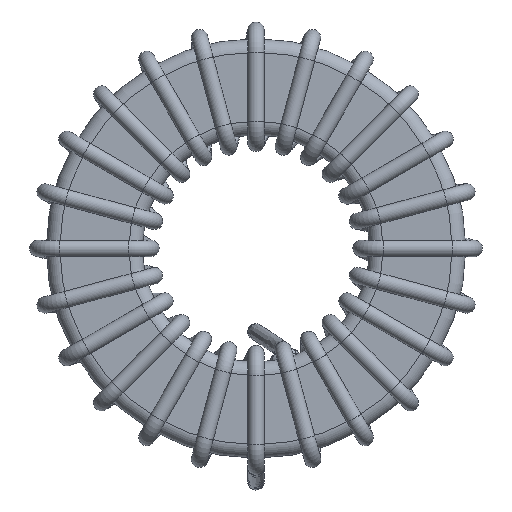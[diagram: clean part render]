
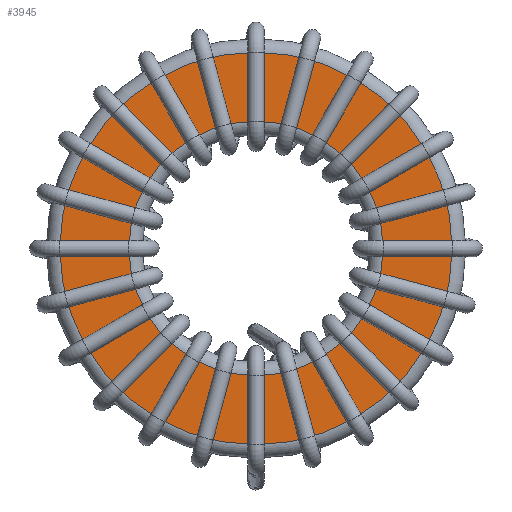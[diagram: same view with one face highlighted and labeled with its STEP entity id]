
A CAD part, front view. The second image highlights one B-rep face of the part: STEP entity #3945.
In plain terms, the highlighted planar face has unit normal (0, -1, 0).
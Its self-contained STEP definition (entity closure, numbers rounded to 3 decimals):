
#72=PLANE('',#4324);
#613=ORIENTED_EDGE('',*,*,#901,.T.);
#614=ORIENTED_EDGE('',*,*,#902,.T.);
#901=EDGE_CURVE('',#1141,#1141,#1367,.F.);
#902=EDGE_CURVE('',#1142,#1142,#1368,.T.);
#1141=VERTEX_POINT('',#15008);
#1142=VERTEX_POINT('',#15010);
#1367=CIRCLE('',#4325,7.2);
#1368=CIRCLE('',#4326,4.665);
#1771=EDGE_LOOP('',(#613));
#1772=EDGE_LOOP('',(#614));
#2187=FACE_BOUND('',#1771,.T.);
#2188=FACE_BOUND('',#1772,.T.);
#3945=ADVANCED_FACE('',(#2187,#2188),#72,.F.);
#4324=AXIS2_PLACEMENT_3D('',#15006,#5049,#5050);
#4325=AXIS2_PLACEMENT_3D('',#15007,#5051,#5052);
#4326=AXIS2_PLACEMENT_3D('',#15009,#5053,#5054);
#5049=DIRECTION('',(0.,1.,0.));
#5050=DIRECTION('',(0.,0.,1.));
#5051=DIRECTION('',(0.,1.,0.));
#5052=DIRECTION('',(0.,0.,1.));
#5053=DIRECTION('',(0.,1.,0.));
#5054=DIRECTION('',(0.,0.,1.));
#15006=CARTESIAN_POINT('',(-7.7,-3.07,0.));
#15007=CARTESIAN_POINT('',(0.,-3.07,0.));
#15008=CARTESIAN_POINT('',(0.,-3.07,7.2));
#15009=CARTESIAN_POINT('',(0.,-3.07,0.));
#15010=CARTESIAN_POINT('',(0.,-3.07,4.665));
